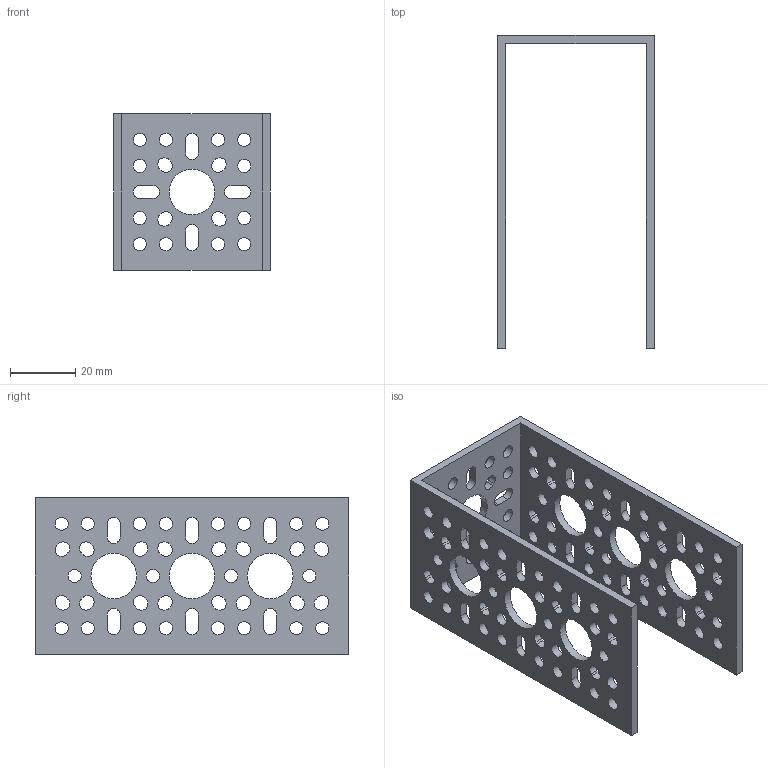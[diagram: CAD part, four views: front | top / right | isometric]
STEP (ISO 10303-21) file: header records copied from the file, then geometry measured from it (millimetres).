
FILE_DESCRIPTION( ( '' ), ' ' );
FILE_NAME( '5a2ac61272ac810ef6302cea.step', '2017-12-08T17:04:19', ( '' ), ( '' ), ' ', ' ', ' ' );
FILE_SCHEMA( ( 'AUTOMOTIVE_DESIGN { 1 0 10303 214 1 1 1 1 }' ) );
Length unit declared in the file: metre
Products named in the file (1): 1115-0090-0001
Bounding box: 48 x 96 x 48 mm (x, y, z)
Volume: 21351.8 mm3; surface area: 22976.9 mm2
Topology: 1 solids, 1 shells, 277 faces, 825 edges, 550 vertices
Faces by surface type: cylinder 163, plane 114
Full cylindrical faces by diameter (mm): 4 x52, 14 x7
Entity records: 11806 total; most frequent: DIRECTION 1648, CARTESIAN_POINT 1594, ORIENTED_EDGE 1532, EDGE_CURVE 766, AXIS2_PLACEMENT_3D 604, EDGE_LOOP 558, VERTEX_POINT 550, LINE 440
